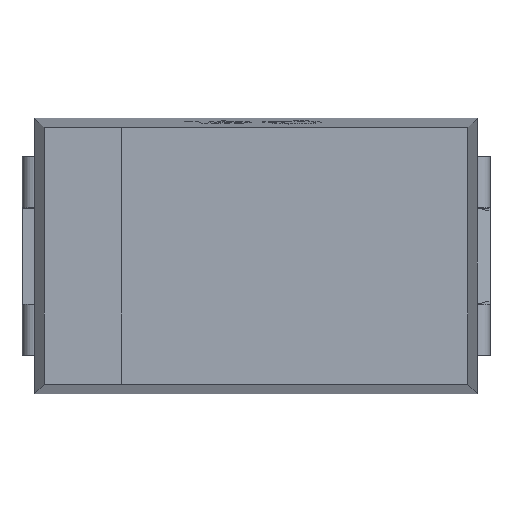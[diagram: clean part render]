
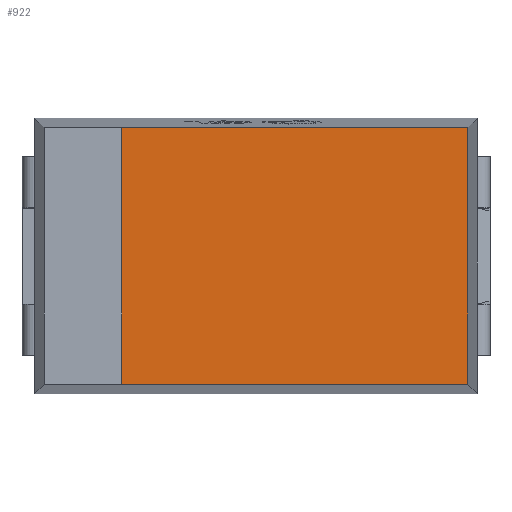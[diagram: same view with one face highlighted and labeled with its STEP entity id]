
A CAD part, top view. The second image highlights one B-rep face of the part: STEP entity #922.
In plain terms, the highlighted planar face has unit normal (0, 0, 1).
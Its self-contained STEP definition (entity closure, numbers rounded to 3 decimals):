
#572 = ORIENTED_EDGE ( 'NONE', *, *, #2078, .T. ) ;
#922 = ADVANCED_FACE ( 'NONE', ( #12453 ), #11546, .F. ) ;
#1050 = CARTESIAN_POINT ( 'NONE',  ( 3.303, -2.003, 1.775 ) ) ;
#1076 = VECTOR ( 'NONE', #1746, 1000. ) ;
#1336 = DIRECTION ( 'NONE',  ( 0., -1., 0. ) ) ;
#1419 = ORIENTED_EDGE ( 'NONE', *, *, #9888, .T. ) ;
#1746 = DIRECTION ( 'NONE',  ( -1., 0., 0. ) ) ;
#2078 = EDGE_CURVE ( 'NONE', #12463, #10816, #11391, .T. ) ;
#2395 = LINE ( 'NONE', #12177, #7605 ) ;
#2514 = AXIS2_PLACEMENT_3D ( 'NONE', #8518, #10633, #12935 ) ;
#3709 = DIRECTION ( 'NONE',  ( 1., 0., 0. ) ) ;
#3775 = LINE ( 'NONE', #12442, #11039 ) ;
#4768 = EDGE_CURVE ( 'NONE', #13425, #12463, #9227, .T. ) ;
#5090 = ORIENTED_EDGE ( 'NONE', *, *, #4768, .T. ) ;
#5947 = CARTESIAN_POINT ( 'NONE',  ( -3.45, 2.003, 1.775 ) ) ;
#7026 = ORIENTED_EDGE ( 'NONE', *, *, #10993, .T. ) ;
#7605 = VECTOR ( 'NONE', #1336, 1000. ) ;
#7686 = VECTOR ( 'NONE', #12660, 1000. ) ;
#8162 = CARTESIAN_POINT ( 'NONE',  ( 3.303, 2.15, 1.775 ) ) ;
#8518 = CARTESIAN_POINT ( 'NONE',  ( 0., 0., 1.775 ) ) ;
#9227 = LINE ( 'NONE', #8162, #7686 ) ;
#9678 = CARTESIAN_POINT ( 'NONE',  ( 3.303, 2.003, 1.775 ) ) ;
#9888 = EDGE_CURVE ( 'NONE', #10816, #12545, #2395, .T. ) ;
#10633 = DIRECTION ( 'NONE',  ( 0., 0., -1. ) ) ;
#10816 = VERTEX_POINT ( 'NONE', #11640 ) ;
#10993 = EDGE_CURVE ( 'NONE', #12545, #13425, #3775, .T. ) ;
#11039 = VECTOR ( 'NONE', #3709, 1000. ) ;
#11391 = LINE ( 'NONE', #5947, #1076 ) ;
#11546 = PLANE ( 'NONE',  #2514 ) ;
#11640 = CARTESIAN_POINT ( 'NONE',  ( -2.094, 2.003, 1.775 ) ) ;
#12177 = CARTESIAN_POINT ( 'NONE',  ( -2.094, 0., 1.775 ) ) ;
#12442 = CARTESIAN_POINT ( 'NONE',  ( 3.45, -2.003, 1.775 ) ) ;
#12453 = FACE_OUTER_BOUND ( 'NONE', #13440, .T. ) ;
#12463 = VERTEX_POINT ( 'NONE', #9678 ) ;
#12545 = VERTEX_POINT ( 'NONE', #13804 ) ;
#12660 = DIRECTION ( 'NONE',  ( 0., 1., 0. ) ) ;
#12935 = DIRECTION ( 'NONE',  ( -1., 0., 0. ) ) ;
#13425 = VERTEX_POINT ( 'NONE', #1050 ) ;
#13440 = EDGE_LOOP ( 'NONE', ( #572, #1419, #7026, #5090 ) ) ;
#13804 = CARTESIAN_POINT ( 'NONE',  ( -2.094, -2.003, 1.775 ) ) ;
